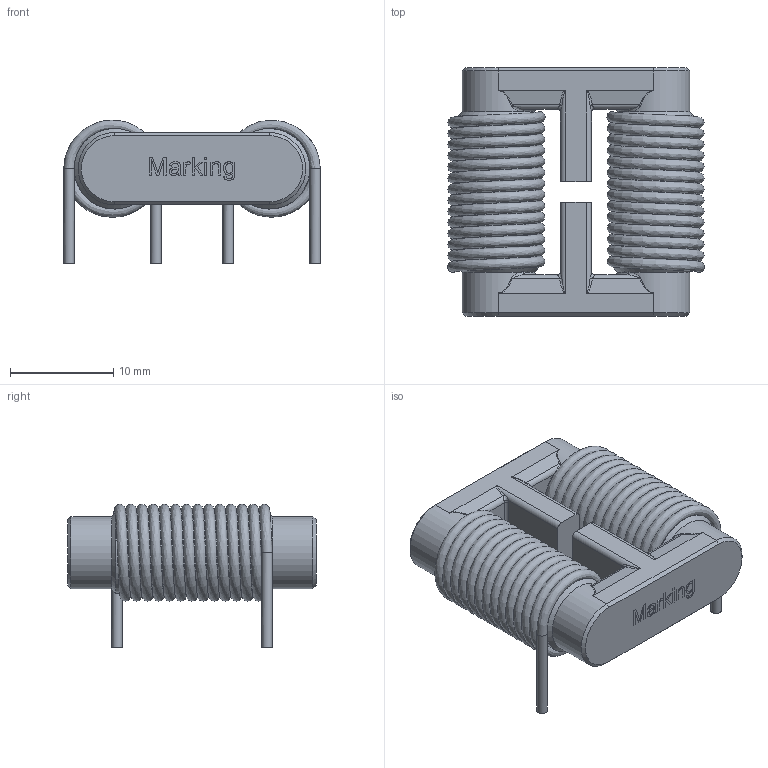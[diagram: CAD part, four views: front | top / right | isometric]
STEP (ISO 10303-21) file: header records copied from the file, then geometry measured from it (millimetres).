
FILE_DESCRIPTION(/* description */ ('Unknown'),/* implementation_level */ '2;1');
FILE_NAME(/* name */ '7448680100',/* time_stamp */ '2019-05-29T11:38:47+02:00',/* author */ ('Unknown'),/* organization */ ('Unknown'),/* preprocessor_version */ 'ST-DEVELOPER v16.7',/* originating_system */ 'DEX',/* authorisation */ $);
FILE_SCHEMA (('AUTOMOTIVE_DESIGN {1 0 10303 214 3 1 1}'));
Length unit declared in the file: millimetre
Products named in the file (7): 7448680100; Core; Marking; Coil-L; Coil-R; Glue-L; Glue-R
Assembly tree (7 placements, depth 2):
  7448680100
    Core  x2
    Marking
    Coil-L
    Coil-R
    Glue-L
    Glue-R
Bounding box: 24.81 x 24.01 x 13.9 mm (x, y, z)
Volume: 3437.6 mm3; surface area: 5666.8 mm2
Topology: 16 solids, 16 shells, 244 faces, 562 edges, 346 vertices
Faces by surface type: plane 104, cylinder 66, bspline 50, torus 12, cone 12
Full cylindrical faces by diameter (mm): 1.01 x4, 7 x6, 7.8 x28
Entity records: 9329 total; most frequent: CARTESIAN_POINT 5037, ORIENTED_EDGE 826, DIRECTION 611, EDGE_CURVE 413, VERTEX_POINT 262, AXIS2_PLACEMENT_3D 250, B_SPLINE_CURVE_WITH_KNOTS 218, EDGE_LOOP 211
